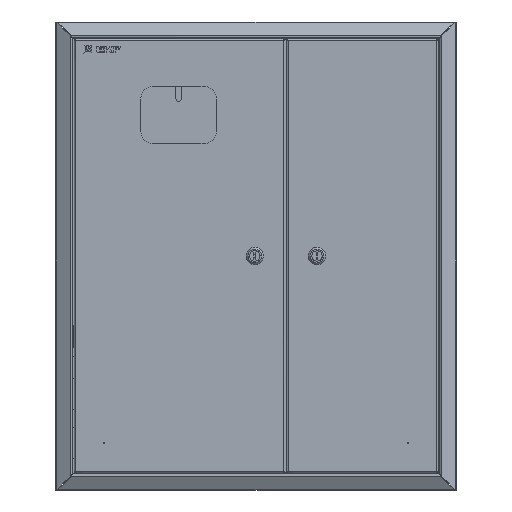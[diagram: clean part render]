
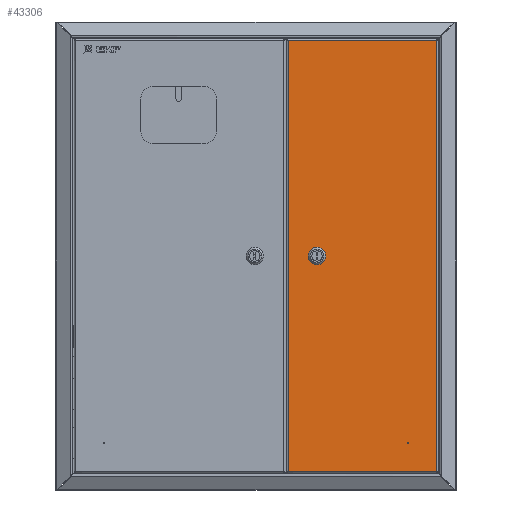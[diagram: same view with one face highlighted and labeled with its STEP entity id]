
A CAD part, top view. The second image highlights one B-rep face of the part: STEP entity #43306.
In plain terms, the highlighted face is planar.
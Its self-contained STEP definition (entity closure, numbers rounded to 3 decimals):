
#224 = CIRCLE ( 'NONE', #8527, 0.5 ) ;
#1060 = CARTESIAN_POINT ( 'NONE',  ( -160.25, 40., -0.7 ) ) ;
#1091 = CARTESIAN_POINT ( 'NONE',  ( -31.5, 291.149, -0.7 ) ) ;
#2391 = CARTESIAN_POINT ( 'NONE',  ( -48.5, 283.851, -0.7 ) ) ;
#2553 = LINE ( 'NONE', #9888, #19226 ) ;
#3673 = VECTOR ( 'NONE', #36457, 1000. ) ;
#4616 = DIRECTION ( 'NONE',  ( -1., 0., 0. ) ) ;
#5772 = VERTEX_POINT ( 'NONE', #15516 ) ;
#7350 = DIRECTION ( 'NONE',  ( 0., 0., -1. ) ) ;
#8135 = CARTESIAN_POINT ( 'NONE',  ( -160.75, 40., -0.7 ) ) ;
#8144 = EDGE_CURVE ( 'NONE', #42938, #25187, #11631, .T. ) ;
#8503 = ORIENTED_EDGE ( 'NONE', *, *, #9716, .T. ) ;
#8527 = AXIS2_PLACEMENT_3D ( 'NONE', #1060, #25860, #4616 ) ;
#8753 = VECTOR ( 'NONE', #24256, 1000. ) ;
#8901 = EDGE_CURVE ( 'NONE', #41367, #37322, #35985, .T. ) ;
#9478 = ORIENTED_EDGE ( 'NONE', *, *, #43089, .F. ) ;
#9666 = CIRCLE ( 'NONE', #44514, 9.25 ) ;
#9671 = ORIENTED_EDGE ( 'NONE', *, *, #12106, .F. ) ;
#9716 = EDGE_CURVE ( 'NONE', #37322, #42938, #22577, .T. ) ;
#9862 = DIRECTION ( 'NONE',  ( 0., 0., -1. ) ) ;
#9888 = CARTESIAN_POINT ( 'NONE',  ( -199.409, 573.3, -0.7 ) ) ;
#10359 = ORIENTED_EDGE ( 'NONE', *, *, #32899, .F. ) ;
#10432 = ORIENTED_EDGE ( 'NONE', *, *, #8901, .T. ) ;
#10500 = CARTESIAN_POINT ( 'NONE',  ( -31.5, 291.149, -0.7 ) ) ;
#11083 = VECTOR ( 'NONE', #31937, 1000. ) ;
#11227 = VECTOR ( 'NONE', #19974, 1000. ) ;
#11348 = EDGE_CURVE ( 'NONE', #36794, #36644, #9666, .T. ) ;
#11631 = LINE ( 'NONE', #27227, #29387 ) ;
#11867 = ORIENTED_EDGE ( 'NONE', *, *, #18484, .F. ) ;
#12106 = EDGE_CURVE ( 'NONE', #43806, #33715, #224, .T. ) ;
#12112 = FACE_OUTER_BOUND ( 'NONE', #27816, .T. ) ;
#12657 = VERTEX_POINT ( 'NONE', #2391 ) ;
#14411 = CARTESIAN_POINT ( 'NONE',  ( -48.5, 291.149, -0.7 ) ) ;
#14663 = ORIENTED_EDGE ( 'NONE', *, *, #31150, .T. ) ;
#15516 = CARTESIAN_POINT ( 'NONE',  ( -31.5, 283.851, -0.7 ) ) ;
#16545 = DIRECTION ( 'NONE',  ( 0., 0., -1. ) ) ;
#18294 = DIRECTION ( 'NONE',  ( 1., 0., 0. ) ) ;
#18484 = EDGE_CURVE ( 'NONE', #33715, #43806, #22705, .T. ) ;
#19226 = VECTOR ( 'NONE', #31176, 1000. ) ;
#19367 = CARTESIAN_POINT ( 'NONE',  ( -198.55, 573.3, -0.7 ) ) ;
#19974 = DIRECTION ( 'NONE',  ( 0., 1., 0. ) ) ;
#20554 = LINE ( 'NONE', #10500, #11083 ) ;
#22201 = CARTESIAN_POINT ( 'NONE',  ( -0.841, 1.7, -0.7 ) ) ;
#22577 = LINE ( 'NONE', #22201, #3673 ) ;
#22705 = CIRCLE ( 'NONE', #31004, 0.5 ) ;
#23425 = EDGE_LOOP ( 'NONE', ( #33192, #27179, #10359, #9478 ) ) ;
#24256 = DIRECTION ( 'NONE',  ( 0., -1., 0. ) ) ;
#24343 = CIRCLE ( 'NONE', #34442, 9.25 ) ;
#25187 = VERTEX_POINT ( 'NONE', #19367 ) ;
#25441 = CARTESIAN_POINT ( 'NONE',  ( -1.7, 573.3, -0.7 ) ) ;
#25860 = DIRECTION ( 'NONE',  ( 0., 0., -1. ) ) ;
#27179 = ORIENTED_EDGE ( 'NONE', *, *, #11348, .F. ) ;
#27227 = CARTESIAN_POINT ( 'NONE',  ( -198.55, 0.841, -0.7 ) ) ;
#27816 = EDGE_LOOP ( 'NONE', ( #10432, #8503, #44233, #14663 ) ) ;
#28600 = CARTESIAN_POINT ( 'NONE',  ( -160.25, 40., -0.7 ) ) ;
#29387 = VECTOR ( 'NONE', #30836, 1000. ) ;
#30103 = LINE ( 'NONE', #44810, #11227 ) ;
#30836 = DIRECTION ( 'NONE',  ( 0., 1., 0. ) ) ;
#31004 = AXIS2_PLACEMENT_3D ( 'NONE', #28600, #7350, #32201 ) ;
#31140 = CARTESIAN_POINT ( 'NONE',  ( -40., 287.5, -0.7 ) ) ;
#31150 = EDGE_CURVE ( 'NONE', #25187, #41367, #2553, .T. ) ;
#31176 = DIRECTION ( 'NONE',  ( 1., 0., 0. ) ) ;
#31937 = DIRECTION ( 'NONE',  ( 0., -1., 0. ) ) ;
#32201 = DIRECTION ( 'NONE',  ( -1., 0., 0. ) ) ;
#32290 = PLANE ( 'NONE',  #45120 ) ;
#32899 = EDGE_CURVE ( 'NONE', #12657, #36794, #30103, .T. ) ;
#33192 = ORIENTED_EDGE ( 'NONE', *, *, #40698, .F. ) ;
#33477 = CARTESIAN_POINT ( 'NONE',  ( -198.55, 1.7, -0.7 ) ) ;
#33715 = VERTEX_POINT ( 'NONE', #43771 ) ;
#34442 = AXIS2_PLACEMENT_3D ( 'NONE', #37822, #16545, #41347 ) ;
#34700 = DIRECTION ( 'NONE',  ( -1., 0., 0. ) ) ;
#35984 = CARTESIAN_POINT ( 'NONE',  ( 0., 0., -0.7 ) ) ;
#35985 = LINE ( 'NONE', #45548, #8753 ) ;
#36457 = DIRECTION ( 'NONE',  ( -1., 0., 0. ) ) ;
#36644 = VERTEX_POINT ( 'NONE', #1091 ) ;
#36794 = VERTEX_POINT ( 'NONE', #14411 ) ;
#37322 = VERTEX_POINT ( 'NONE', #42581 ) ;
#37822 = CARTESIAN_POINT ( 'NONE',  ( -40., 287.5, -0.7 ) ) ;
#39320 = FACE_BOUND ( 'NONE', #45291, .T. ) ;
#39558 = DIRECTION ( 'NONE',  ( 0., 0., 1. ) ) ;
#40421 = FACE_BOUND ( 'NONE', #23425, .T. ) ;
#40698 = EDGE_CURVE ( 'NONE', #36644, #5772, #20554, .T. ) ;
#41347 = DIRECTION ( 'NONE',  ( -1., 0., 0. ) ) ;
#41367 = VERTEX_POINT ( 'NONE', #25441 ) ;
#42581 = CARTESIAN_POINT ( 'NONE',  ( -1.7, 1.7, -0.7 ) ) ;
#42938 = VERTEX_POINT ( 'NONE', #33477 ) ;
#43089 = EDGE_CURVE ( 'NONE', #5772, #12657, #24343, .T. ) ;
#43306 = ADVANCED_FACE ( 'NONE', ( #39320, #40421, #12112 ), #32290, .F. ) ;
#43771 = CARTESIAN_POINT ( 'NONE',  ( -159.75, 40., -0.7 ) ) ;
#43806 = VERTEX_POINT ( 'NONE', #8135 ) ;
#44233 = ORIENTED_EDGE ( 'NONE', *, *, #8144, .T. ) ;
#44514 = AXIS2_PLACEMENT_3D ( 'NONE', #31140, #9862, #34700 ) ;
#44810 = CARTESIAN_POINT ( 'NONE',  ( -48.5, 291.149, -0.7 ) ) ;
#45120 = AXIS2_PLACEMENT_3D ( 'NONE', #35984, #39558, #18294 ) ;
#45291 = EDGE_LOOP ( 'NONE', ( #9671, #11867 ) ) ;
#45548 = CARTESIAN_POINT ( 'NONE',  ( -1.7, 574.159, -0.7 ) ) ;
